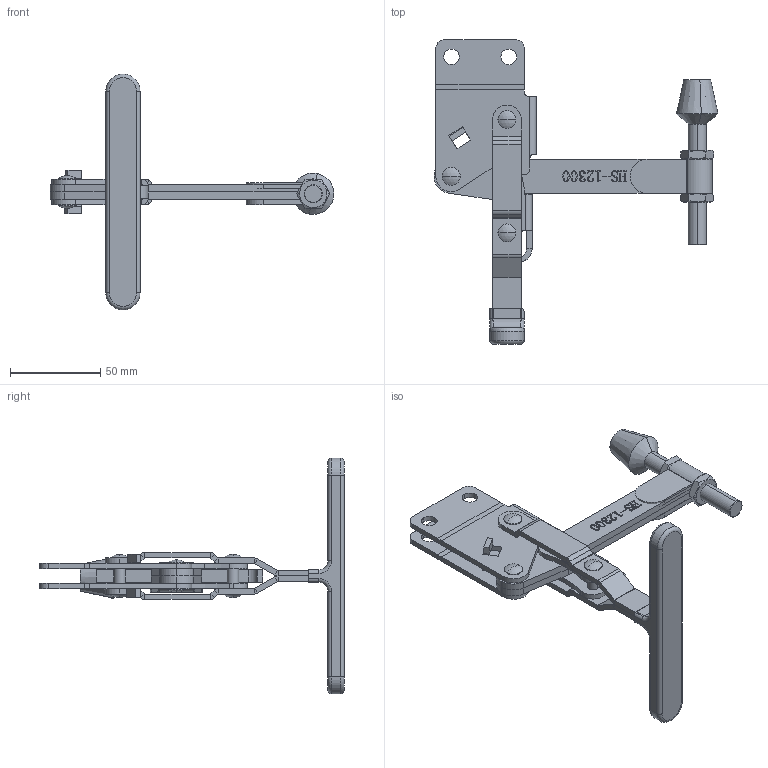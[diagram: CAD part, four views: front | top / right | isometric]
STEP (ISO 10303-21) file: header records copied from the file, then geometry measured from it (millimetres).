
FILE_DESCRIPTION (( 'STEP AP203' ), '1' );
FILE_NAME ('HS-12300.STEP', '2019-09-23T07:44:22', ( '微软用户' ), ( '微软中国' ), 'SwSTEP 2.0', 'SolidWorks 2012', '' );
FILE_SCHEMA (( 'CONFIG_CONTROL_DESIGN' ));
Length unit declared in the file: millimetre
Products named in the file (15): 妗陑揤參; hexagon head bolts-full thread gb_GB_FASTENER_BOLT_STBAB A M10X80-C; 標; 揤輸; 蟀裝; T忒梟蚾饜极; T忒梟; T忒參1; 眻菁釱; HS-12300; 酗种; 傻种; 妗陑揤參蚾饜极; hex thin nuts-grades ab-chamfered gb_GB_FASTENER_NUT_STNAB M10-N
Assembly tree (18 placements, depth 3):
  HS-12300
    眻菁釱
    T忒梟蚾饜极
      T忒參1
      T忒梟  x2
    蟀裝
    妗陑揤參蚾饜极
      妗陑揤參
      揤輸
      標
      hexagon head bolts-full thread gb_GB_FASTENER_BOLT_STBAB A M10X80-C
      妗陑揤參
      hex thin nuts-grades ab-chamfered gb_GB_FASTENER_NUT_STNAB M10-N  x2
    傻种  x2
    酗种  x2
Bounding box: 157.7 x 168.99 x 131 mm (x, y, z)
Volume: 107145.8 mm3; surface area: 67520.3 mm2
Topology: 16 solids, 16 shells, 807 faces, 2012 edges, 1270 vertices
Faces by surface type: plane 436, cylinder 176, bspline 141, cone 30, sphere 16, torus 8
Entity records: 30064 total; most frequent: CARTESIAN_POINT 12007, ORIENTED_EDGE 3594, DIRECTION 2991, EDGE_CURVE 1797, VERTEX_POINT 1144, VECTOR 1139, LINE 1139, AXIS2_PLACEMENT_3D 926
